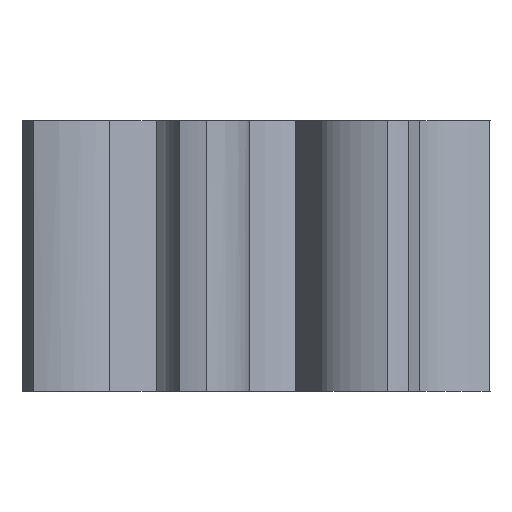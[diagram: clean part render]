
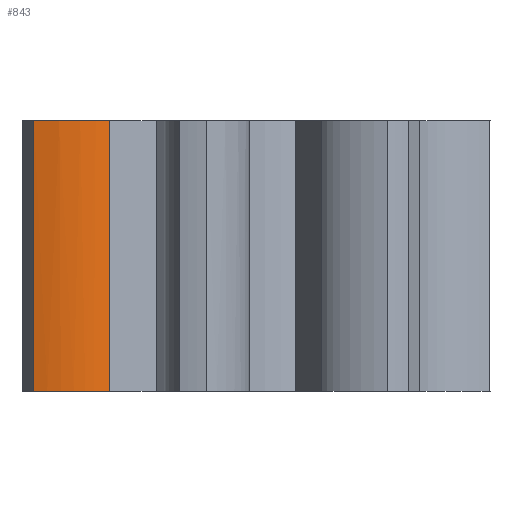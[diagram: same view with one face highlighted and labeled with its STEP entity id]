
A CAD part, front view. The second image highlights one B-rep face of the part: STEP entity #843.
In plain terms, the highlighted free-form (B-spline) face has degree [3, 1] with [12, 2] control points.
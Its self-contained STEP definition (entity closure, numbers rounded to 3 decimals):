
#73=B_SPLINE_CURVE_WITH_KNOTS('',3,(#1301,#1302,#1303,#1304,#1305,#1306,
#1307,#1308,#1309,#1310,#1311,#1312),.UNSPECIFIED.,.F.,.F.,(4,1,1,1,1,1,
1,1,1,4),(0.,0.005,0.011,0.017,0.023,
0.03,0.036,0.043,0.05,
0.057),.UNSPECIFIED.);
#85=B_SPLINE_CURVE_WITH_KNOTS('',3,(#1600,#1601,#1602,#1603,#1604,#1605,
#1606,#1607,#1608,#1609,#1610,#1611),.UNSPECIFIED.,.F.,.F.,(4,1,1,1,1,1,
1,1,1,4),(-0.057,-0.05,-0.043,-0.036,
-0.03,-0.023,-0.017,-0.011,
-0.005,0.),.UNSPECIFIED.);
#99=B_SPLINE_SURFACE_WITH_KNOTS('',3,1,((#1575,#1576),(#1577,#1578),(#1579,
#1580),(#1581,#1582),(#1583,#1584),(#1585,#1586),(#1587,#1588),(#1589,#1590),
(#1591,#1592),(#1593,#1594),(#1595,#1596),(#1597,#1598)),.UNSPECIFIED.,
 .F.,.F.,.F.,(4,1,1,1,1,1,1,1,1,4),(2,2),(-0.057,-0.05,
-0.043,-0.036,-0.03,-0.023,
-0.017,-0.011,-0.005,0.),(0.,0.2),
 .UNSPECIFIED.);
#124=FACE_OUTER_BOUND('',#170,.T.);
#170=EDGE_LOOP('',(#655,#656,#657,#658));
#234=LINE('',#1568,#304);
#238=LINE('',#1612,#308);
#304=VECTOR('',#1032,10.);
#308=VECTOR('',#1038,10.);
#361=VERTEX_POINT('',#1298);
#362=VERTEX_POINT('',#1300);
#398=VERTEX_POINT('',#1566);
#401=VERTEX_POINT('',#1599);
#452=EDGE_CURVE('',#361,#362,#73,.T.);
#497=EDGE_CURVE('',#361,#398,#234,.T.);
#501=EDGE_CURVE('',#401,#398,#85,.T.);
#502=EDGE_CURVE('',#362,#401,#238,.T.);
#655=ORIENTED_EDGE('',*,*,#452,.F.);
#656=ORIENTED_EDGE('',*,*,#497,.T.);
#657=ORIENTED_EDGE('',*,*,#501,.F.);
#658=ORIENTED_EDGE('',*,*,#502,.F.);
#843=ADVANCED_FACE('',(#124),#99,.T.);
#1032=DIRECTION('',(0.,0.,1.));
#1038=DIRECTION('',(0.,0.,1.));
#1298=CARTESIAN_POINT('',(-1.016,-0.835,0.));
#1300=CARTESIAN_POINT('',(-1.575,-0.872,0.));
#1301=CARTESIAN_POINT('Ctrl Pts',(-1.016,-0.835,0.));
#1302=CARTESIAN_POINT('Ctrl Pts',(-1.032,-0.845,
0.));
#1303=CARTESIAN_POINT('Ctrl Pts',(-1.064,-0.864,
0.));
#1304=CARTESIAN_POINT('Ctrl Pts',(-1.119,-0.881,0.));
#1305=CARTESIAN_POINT('Ctrl Pts',(-1.177,-0.895,
0.));
#1306=CARTESIAN_POINT('Ctrl Pts',(-1.238,-0.903,
0.));
#1307=CARTESIAN_POINT('Ctrl Pts',(-1.301,-0.906,
0.));
#1308=CARTESIAN_POINT('Ctrl Pts',(-1.367,-0.905,
0.));
#1309=CARTESIAN_POINT('Ctrl Pts',(-1.435,-0.898,
0.));
#1310=CARTESIAN_POINT('Ctrl Pts',(-1.505,-0.888,0.));
#1311=CARTESIAN_POINT('Ctrl Pts',(-1.551,-0.877,
0.));
#1312=CARTESIAN_POINT('Ctrl Pts',(-1.575,-0.872,0.));
#1566=CARTESIAN_POINT('',(-1.016,-0.835,2.));
#1568=CARTESIAN_POINT('',(-1.016,-0.835,0.));
#1575=CARTESIAN_POINT('Ctrl Pts',(-1.575,-0.872,0.));
#1576=CARTESIAN_POINT('Ctrl Pts',(-1.575,-0.872,2.));
#1577=CARTESIAN_POINT('Ctrl Pts',(-1.551,-0.877,
0.));
#1578=CARTESIAN_POINT('Ctrl Pts',(-1.551,-0.877,
2.));
#1579=CARTESIAN_POINT('Ctrl Pts',(-1.505,-0.888,0.));
#1580=CARTESIAN_POINT('Ctrl Pts',(-1.505,-0.888,2.));
#1581=CARTESIAN_POINT('Ctrl Pts',(-1.435,-0.898,
0.));
#1582=CARTESIAN_POINT('Ctrl Pts',(-1.435,-0.898,
2.));
#1583=CARTESIAN_POINT('Ctrl Pts',(-1.367,-0.905,
0.));
#1584=CARTESIAN_POINT('Ctrl Pts',(-1.367,-0.905,
2.));
#1585=CARTESIAN_POINT('Ctrl Pts',(-1.301,-0.906,
0.));
#1586=CARTESIAN_POINT('Ctrl Pts',(-1.301,-0.906,
2.));
#1587=CARTESIAN_POINT('Ctrl Pts',(-1.238,-0.903,
0.));
#1588=CARTESIAN_POINT('Ctrl Pts',(-1.238,-0.903,
2.));
#1589=CARTESIAN_POINT('Ctrl Pts',(-1.177,-0.895,
0.));
#1590=CARTESIAN_POINT('Ctrl Pts',(-1.177,-0.895,
2.));
#1591=CARTESIAN_POINT('Ctrl Pts',(-1.119,-0.881,0.));
#1592=CARTESIAN_POINT('Ctrl Pts',(-1.119,-0.881,2.));
#1593=CARTESIAN_POINT('Ctrl Pts',(-1.064,-0.864,
0.));
#1594=CARTESIAN_POINT('Ctrl Pts',(-1.064,-0.864,
2.));
#1595=CARTESIAN_POINT('Ctrl Pts',(-1.032,-0.845,
0.));
#1596=CARTESIAN_POINT('Ctrl Pts',(-1.032,-0.845,
2.));
#1597=CARTESIAN_POINT('Ctrl Pts',(-1.016,-0.835,0.));
#1598=CARTESIAN_POINT('Ctrl Pts',(-1.016,-0.835,2.));
#1599=CARTESIAN_POINT('',(-1.575,-0.872,2.));
#1600=CARTESIAN_POINT('Ctrl Pts',(-1.575,-0.872,2.));
#1601=CARTESIAN_POINT('Ctrl Pts',(-1.551,-0.877,
2.));
#1602=CARTESIAN_POINT('Ctrl Pts',(-1.505,-0.888,2.));
#1603=CARTESIAN_POINT('Ctrl Pts',(-1.435,-0.898,
2.));
#1604=CARTESIAN_POINT('Ctrl Pts',(-1.367,-0.905,
2.));
#1605=CARTESIAN_POINT('Ctrl Pts',(-1.301,-0.906,
2.));
#1606=CARTESIAN_POINT('Ctrl Pts',(-1.238,-0.903,
2.));
#1607=CARTESIAN_POINT('Ctrl Pts',(-1.177,-0.895,
2.));
#1608=CARTESIAN_POINT('Ctrl Pts',(-1.119,-0.881,2.));
#1609=CARTESIAN_POINT('Ctrl Pts',(-1.064,-0.864,
2.));
#1610=CARTESIAN_POINT('Ctrl Pts',(-1.032,-0.845,
2.));
#1611=CARTESIAN_POINT('Ctrl Pts',(-1.016,-0.835,2.));
#1612=CARTESIAN_POINT('',(-1.575,-0.872,0.));
